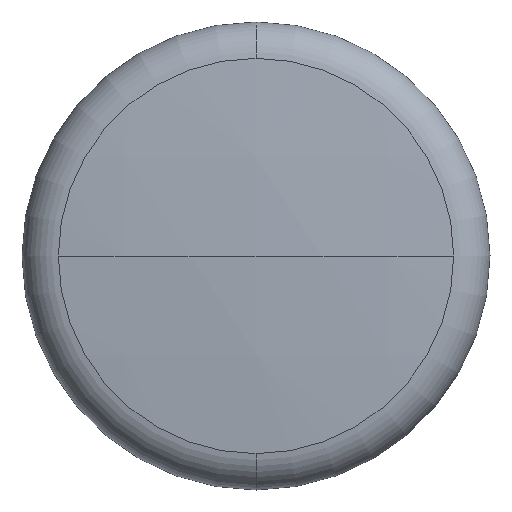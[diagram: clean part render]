
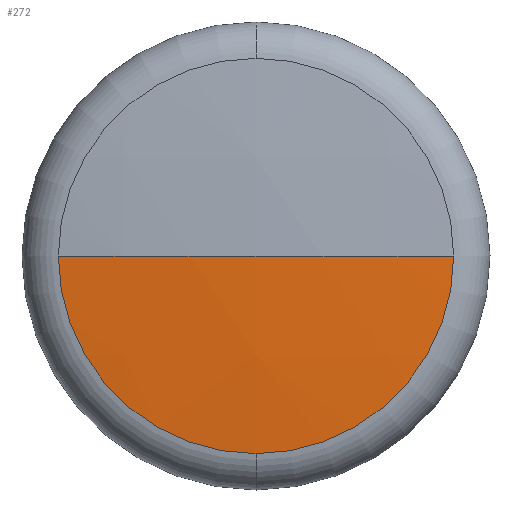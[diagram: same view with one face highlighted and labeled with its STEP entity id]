
A CAD part, front view. The second image highlights one B-rep face of the part: STEP entity #272.
In plain terms, the highlighted spherical face has radius 77.598 mm.
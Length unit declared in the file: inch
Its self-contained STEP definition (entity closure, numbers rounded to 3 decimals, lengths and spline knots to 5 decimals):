
#10 = ORIENTED_EDGE ( 'NONE', *, *, #210, .F. ) ;
#21 = VERTEX_POINT ( 'NONE', #314 ) ;
#36 = DIRECTION ( 'NONE',  ( 1., 0., 0. ) ) ;
#38 = DIRECTION ( 'NONE',  ( 0., 0., -1. ) ) ;
#40 = CARTESIAN_POINT ( 'NONE',  ( 0., 0., 0. ) ) ;
#48 = CARTESIAN_POINT ( 'NONE',  ( 0., 3.05503, 0. ) ) ;
#49 = VERTEX_POINT ( 'NONE', #40 ) ;
#52 = CARTESIAN_POINT ( 'NONE',  ( 0.29479, 0.01426, 0. ) ) ;
#55 = DIRECTION ( 'NONE',  ( 1., 0., 0. ) ) ;
#71 = EDGE_LOOP ( 'NONE', ( #161, #373, #10, #332 ) ) ;
#77 = EDGE_CURVE ( 'NONE', #49, #298, #156, .T. ) ;
#82 = DIRECTION ( 'NONE',  ( 0., 0., 1. ) ) ;
#84 = DIRECTION ( 'NONE',  ( 0., 1., 0. ) ) ;
#91 = CARTESIAN_POINT ( 'NONE',  ( 0., 0.01426, 0. ) ) ;
#94 = AXIS2_PLACEMENT_3D ( 'NONE', #313, #312, #311 ) ;
#106 = EDGE_CURVE ( 'NONE', #298, #21, #240, .T. ) ;
#147 = EDGE_CURVE ( 'NONE', #49, #367, #362, .T. ) ;
#156 = CIRCLE ( 'NONE', #406, 3.05503 ) ;
#161 = ORIENTED_EDGE ( 'NONE', *, *, #77, .F. ) ;
#181 = AXIS2_PLACEMENT_3D ( 'NONE', #223, #222, #221 ) ;
#210 = EDGE_CURVE ( 'NONE', #21, #367, #254, .T. ) ;
#219 = CARTESIAN_POINT ( 'NONE',  ( 0., 3.05503, 0. ) ) ;
#221 = DIRECTION ( 'NONE',  ( -1., 0., 0. ) ) ;
#222 = DIRECTION ( 'NONE',  ( 0., 0., -1. ) ) ;
#223 = CARTESIAN_POINT ( 'NONE',  ( 0., 3.05503, 0. ) ) ;
#240 = CIRCLE ( 'NONE', #94, 0.29479 ) ;
#254 = CIRCLE ( 'NONE', #310, 0.29479 ) ;
#272 = ADVANCED_FACE ( 'NONE', ( #329 ), #412, .T. ) ;
#298 = VERTEX_POINT ( 'NONE', #52 ) ;
#310 = AXIS2_PLACEMENT_3D ( 'NONE', #91, #84, #82 ) ;
#311 = DIRECTION ( 'NONE',  ( 0., 0., 1. ) ) ;
#312 = DIRECTION ( 'NONE',  ( 0., 1., 0. ) ) ;
#313 = CARTESIAN_POINT ( 'NONE',  ( 0., 0.01426, 0. ) ) ;
#314 = CARTESIAN_POINT ( 'NONE',  ( 0., 0.01426, -0.29479 ) ) ;
#321 = CARTESIAN_POINT ( 'NONE',  ( -0.29479, 0.01426, 0. ) ) ;
#329 = FACE_OUTER_BOUND ( 'NONE', #71, .T. ) ;
#332 = ORIENTED_EDGE ( 'NONE', *, *, #106, .F. ) ;
#361 = DIRECTION ( 'NONE',  ( 0., 0., 1. ) ) ;
#362 = CIRCLE ( 'NONE', #181, 3.05503 ) ;
#367 = VERTEX_POINT ( 'NONE', #321 ) ;
#373 = ORIENTED_EDGE ( 'NONE', *, *, #147, .T. ) ;
#401 = AXIS2_PLACEMENT_3D ( 'NONE', #48, #38, #36 ) ;
#406 = AXIS2_PLACEMENT_3D ( 'NONE', #219, #361, #55 ) ;
#412 = SPHERICAL_SURFACE ( 'NONE', #401, 3.05503 ) ;
